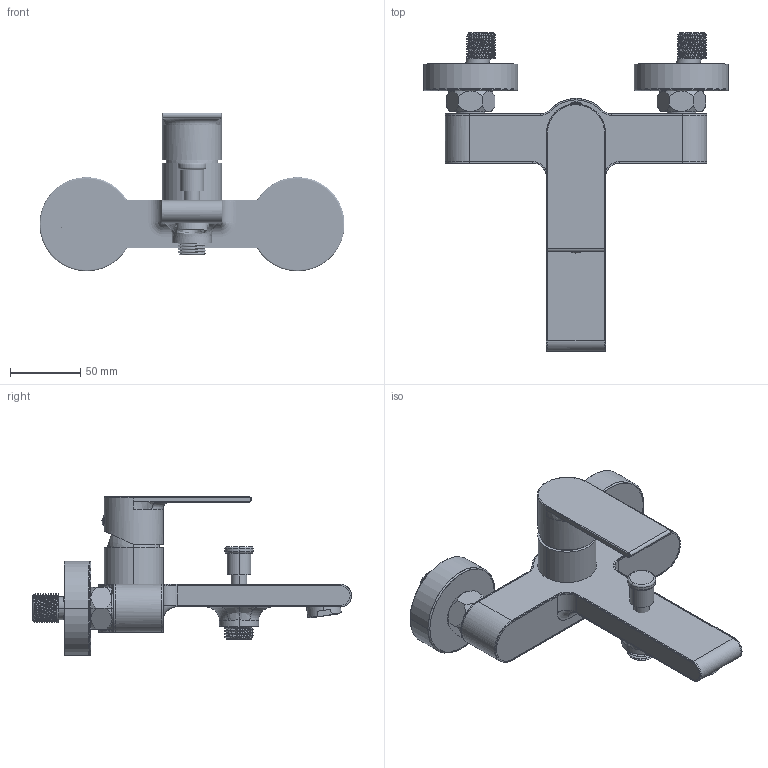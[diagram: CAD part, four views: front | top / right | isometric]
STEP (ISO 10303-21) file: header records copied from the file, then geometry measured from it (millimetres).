
FILE_DESCRIPTION (( 'STEP AP203' ), '1' );
FILE_NAME ('Z8015020BC (10120021).STEP', '2018-09-12T19:23:51', ( '' ), ( '' ), 'SwSTEP 2.0', 'SolidWorks 2018', '' );
FILE_SCHEMA (( 'CONFIG_CONTROL_DESIGN' ));
Length unit declared in the file: inch
Products named in the file (26): Z8001001072_AF4.stp; 8036013-322_AF2.stp; PQ-21_5X15X2_8_AF0.stp; E-35AZCD_AF2.stp; PQ-24_1X15X2_5_AF3.stp; Z8015020BC (10120021).stp; 1022001-062_AF4.stp; Z8015020012_AF0.stp; 8036013-322_AF3.stp; 8003020-442.stp; 8002013-393_AF1.stp; Z8015020092_AF0.stp; Z8003020302_AF1.stp; DS-M5X5-P_AF4.stp; 8002009-432_AF2.stp; JQ-16X2_AF3.stp; LZ-6_5_AF4.stp; Z8002020042_AF0.stp; Z8001020382_AF1.stp; JQ-16X2_AF2.stp; 8002001-403_AF0.stp; PQ-24_1X15X2_5_AF2.stp; 8002023-412_AF0.stp; Z8003020302_AF0.stp; 8002009-432_AF3.stp; Z8015020BC (10120021)
Assembly tree (26 placements, depth 3):
  Z8015020BC (10120021)
    Z8015020BC (10120021).stp
      Z8015020012_AF0.stp
      Z8002020042_AF0.stp
      E-35AZCD_AF2.stp
      Z8001020382_AF1.stp
      8002013-393_AF1.stp
      1022001-062_AF4.stp
      Z8001001072_AF4.stp
      8003020-442.stp  x2
      JQ-16X2_AF2.stp
      JQ-16X2_AF3.stp
      8002009-432_AF2.stp
      8002009-432_AF3.stp
      PQ-24_1X15X2_5_AF2.stp
      PQ-24_1X15X2_5_AF3.stp
      8036013-322_AF2.stp
      8036013-322_AF3.stp
      Z8003020302_AF0.stp
      Z8003020302_AF1.stp
      Z8015020092_AF0.stp
      DS-M5X5-P_AF4.stp
      LZ-6_5_AF4.stp
      PQ-21_5X15X2_8_AF0.stp
      8002001-403_AF0.stp
      8002023-412_AF0.stp
Bounding box: 217 x 226.9 x 112.85 mm (x, y, z)
Volume: 84998.4 mm3; surface area: 252327.9 mm2
Topology: 25 solids, 48 shells, 2634 faces, 7173 edges, 4626 vertices
Faces by surface type: cylinder 1621, plane 503, bspline 205, cone 178, torus 97, sphere 30
Entity records: 128164 total; most frequent: CARTESIAN_POINT 58784, ORIENTED_EDGE 14018, DIRECTION 13653, EDGE_CURVE 7029, AXIS2_PLACEMENT_3D 5631, VERTEX_POINT 4553, EDGE_LOOP 3544, CIRCLE 3212
